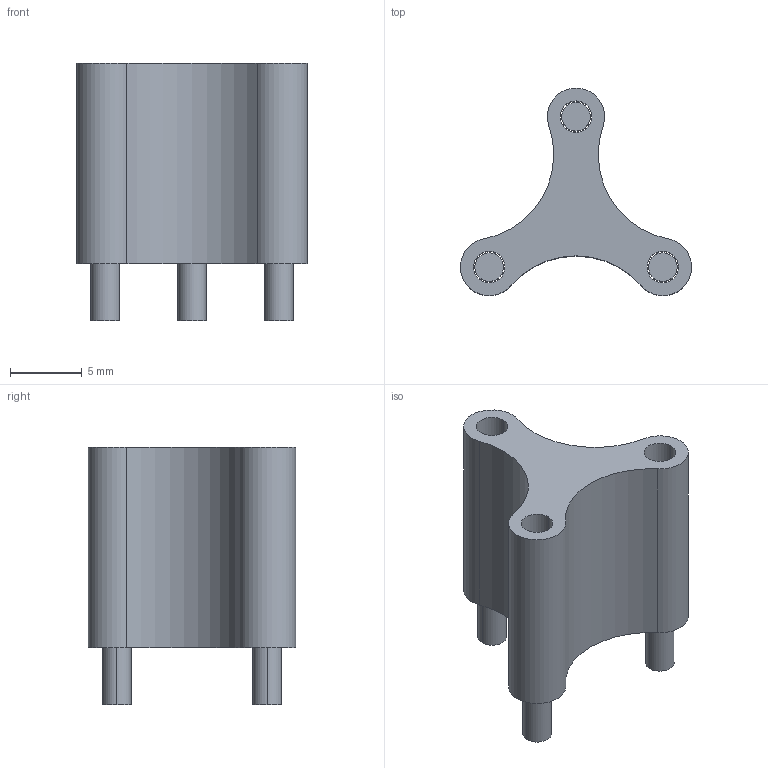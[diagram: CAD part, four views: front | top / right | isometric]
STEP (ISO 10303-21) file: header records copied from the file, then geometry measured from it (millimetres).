
FILE_DESCRIPTION(('CATIA V5 STEP Exchange'),'2;1');
FILE_NAME('SP02_ALPHA_SEPA_COUPLEUR.stp','2025-05-11T16:44:45+00:00',('none'),('none'),'CATIA Version 5 Release 19 GA (IN-10)','CATIA V5 STEP AP203','none');
FILE_SCHEMA(('CONFIG_CONTROL_DESIGN'));
Length unit declared in the file: millimetre
Products named in the file (1): SP02_ALPHA_SEPA_COUPLEUR
Bounding box: 16.12 x 14.5 x 18 mm (x, y, z)
Volume: 1212.8 mm3; surface area: 1481.2 mm2
Topology: 4 solids, 4 shells, 26 faces, 54 edges, 36 vertices
Faces by surface type: cylinder 18, plane 8
Entity records: 676 total; most frequent: ORIENTED_EDGE 108, CARTESIAN_POINT 107, DIRECTION 86, EDGE_CURVE 54, AXIS2_PLACEMENT_3D 53, CIRCLE 36, VERTEX_POINT 36, EDGE_LOOP 32
